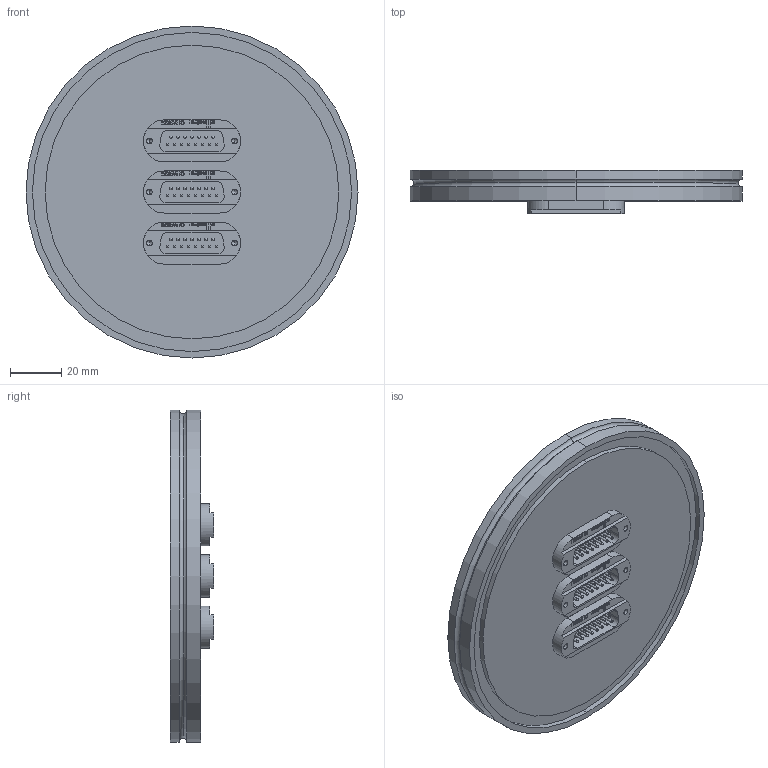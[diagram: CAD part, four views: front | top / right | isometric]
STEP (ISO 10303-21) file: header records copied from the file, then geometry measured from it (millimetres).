
FILE_DESCRIPTION (( 'STEP AP214' ), '1' );
FILE_NAME ('210-D15-ISO100-3.step', '2025-02-17T20:22:55', ( '' ), ( '' ), 'SwSTEP 2.0', 'SolidWorks 2022', '' );
FILE_SCHEMA (( 'AUTOMOTIVE_DESIGN' ));
Length unit declared in the file: millimetre
Products named in the file (5): 210-D15-ISO100-3; 9210-D15-ISO100-3_DN100 ISO-K; 9218-D9-37-SS-V22_15pin 1mm beschr. allectra; 9210-PIN-FENI_Pin vergoldet; 218-D9-37-SS_218-D15-SS
Assembly tree (20 placements, depth 3):
  210-D15-ISO100-3
    9210-D15-ISO100-3_DN100 ISO-K
    218-D9-37-SS_218-D15-SS  x3
      9218-D9-37-SS-V22_15pin 1mm beschr. allectra
      9210-PIN-FENI_Pin vergoldet
Bounding box: 130 x 17 x 130 mm (x, y, z)
Volume: 148350.8 mm3; surface area: 49234.6 mm2
Topology: 49 solids, 49 shells, 1039 faces, 2841 edges, 1868 vertices
Faces by surface type: plane 438, cylinder 396, sphere 90, bspline 81, cone 24, torus 10
Entity records: 11673 total; most frequent: CARTESIAN_POINT 3465, ORIENTED_EDGE 1634, DIRECTION 1627, EDGE_CURVE 817, AXIS2_PLACEMENT_3D 554, VERTEX_POINT 540, LINE 519, VECTOR 519
